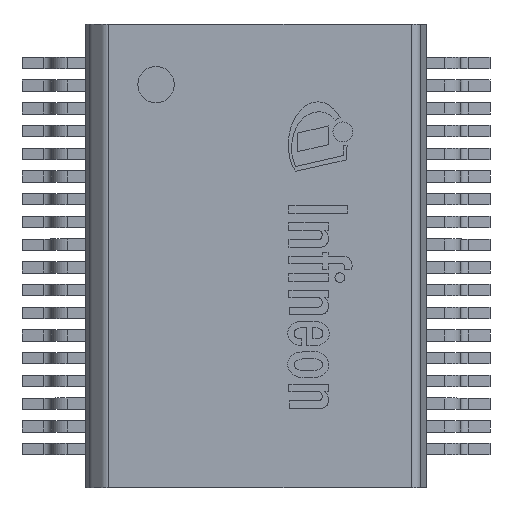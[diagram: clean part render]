
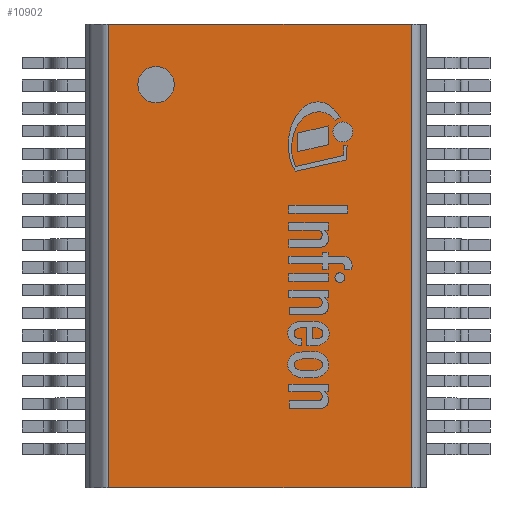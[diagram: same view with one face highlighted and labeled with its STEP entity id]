
A CAD part, top view. The second image highlights one B-rep face of the part: STEP entity #10902.
In plain terms, the highlighted planar face has unit normal (0, 0, 1).
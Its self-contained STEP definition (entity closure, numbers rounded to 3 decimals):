
#72=FACE_BOUND('',#1302,.T.);
#235=CIRCLE('',#11602,0.4);
#657=FACE_OUTER_BOUND('',#1301,.T.);
#1301=EDGE_LOOP('',(#7258,#7259,#7260,#7261));
#1302=EDGE_LOOP('',(#7262));
#1964=LINE('',#15741,#3239);
#1967=LINE('',#15754,#3242);
#1970=LINE('',#15761,#3245);
#1971=LINE('',#15762,#3246);
#3239=VECTOR('',#12595,1000.);
#3242=VECTOR('',#12606,1000.);
#3245=VECTOR('',#12613,1000.);
#3246=VECTOR('',#12614,1000.);
#4504=VERTEX_POINT('',#15723);
#4511=VERTEX_POINT('',#15738);
#4512=VERTEX_POINT('',#15740);
#4517=VERTEX_POINT('',#15751);
#4518=VERTEX_POINT('',#15753);
#5593=EDGE_CURVE('',#4504,#4504,#235,.T.);
#5600=EDGE_CURVE('',#4512,#4511,#1964,.T.);
#5606=EDGE_CURVE('',#4518,#4517,#1967,.T.);
#5610=EDGE_CURVE('',#4517,#4512,#1970,.T.);
#5611=EDGE_CURVE('',#4511,#4518,#1971,.T.);
#7258=ORIENTED_EDGE('',*,*,#5606,.T.);
#7259=ORIENTED_EDGE('',*,*,#5610,.T.);
#7260=ORIENTED_EDGE('',*,*,#5600,.T.);
#7261=ORIENTED_EDGE('',*,*,#5611,.T.);
#7262=ORIENTED_EDGE('',*,*,#5593,.F.);
#10426=PLANE('',#11611);
#10902=ADVANCED_FACE('',(#657,#72),#10426,.T.);
#11602=AXIS2_PLACEMENT_3D('',#15725,#12583,#12584);
#11611=AXIS2_PLACEMENT_3D('',#15760,#12611,#12612);
#12583=DIRECTION('center_axis',(0.,0.,1.));
#12584=DIRECTION('ref_axis',(0.,-1.,0.));
#12595=DIRECTION('',(1.,0.,0.));
#12606=DIRECTION('',(-1.,0.,0.));
#12611=DIRECTION('center_axis',(0.,0.,1.));
#12612=DIRECTION('ref_axis',(0.,-1.,0.));
#12613=DIRECTION('',(0.,-1.,0.));
#12614=DIRECTION('',(0.,1.,0.));
#15723=CARTESIAN_POINT('',(-2.2,4.17,1.66));
#15725=CARTESIAN_POINT('Origin',(-2.2,3.77,1.66));
#15738=CARTESIAN_POINT('',(3.42,-5.1,1.66));
#15740=CARTESIAN_POINT('',(-3.247,-5.1,1.66));
#15741=CARTESIAN_POINT('',(3.75,-5.1,1.66));
#15751=CARTESIAN_POINT('',(-3.247,5.1,1.66));
#15753=CARTESIAN_POINT('',(3.42,5.1,1.66));
#15754=CARTESIAN_POINT('',(3.75,5.1,1.66));
#15760=CARTESIAN_POINT('Origin',(0.,0.,1.66));
#15761=CARTESIAN_POINT('',(-3.247,-5.1,1.66));
#15762=CARTESIAN_POINT('',(3.42,5.1,1.66));
